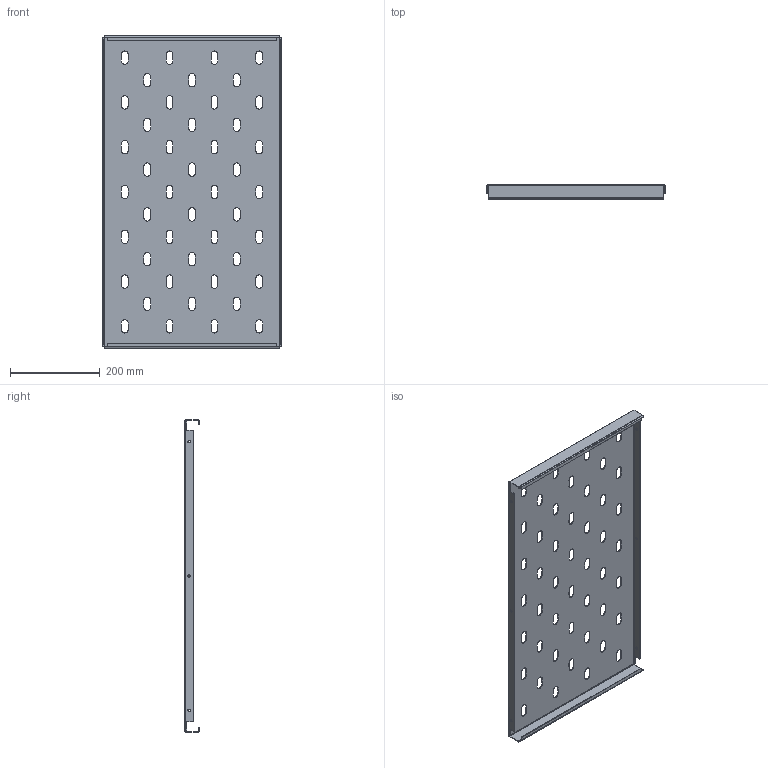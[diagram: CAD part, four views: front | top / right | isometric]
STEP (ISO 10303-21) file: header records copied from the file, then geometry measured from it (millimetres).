
FILE_DESCRIPTION (( 'STEP AP214' ), '1' );
FILE_NAME ('945.158.STEP', '2024-10-04T07:17:15', ( '' ), ( '' ), 'SwSTEP 2.0', 'SolidWorks 2021', '' );
FILE_SCHEMA (( 'AUTOMOTIVE_DESIGN' ));
Length unit declared in the file: millimetre
Products named in the file (1): 945.158
Bounding box: 398 x 33 x 698 mm (x, y, z)
Volume: 467737.4 mm3; surface area: 632717.6 mm2
Topology: 1 solids, 1 shells, 328 faces, 938 edges, 612 vertices
Faces by surface type: cylinder 186, plane 142
Entity records: 11068 total; most frequent: DIRECTION 1960, CARTESIAN_POINT 1927, ORIENTED_EDGE 1876, EDGE_CURVE 938, AXIS2_PLACEMENT_3D 701, VERTEX_POINT 612, LINE 558, VECTOR 558
